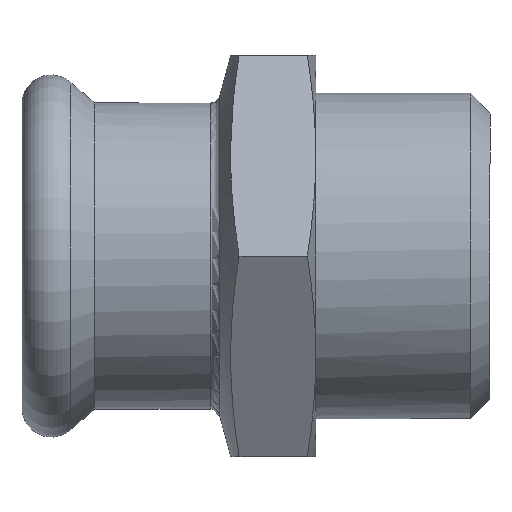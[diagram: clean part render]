
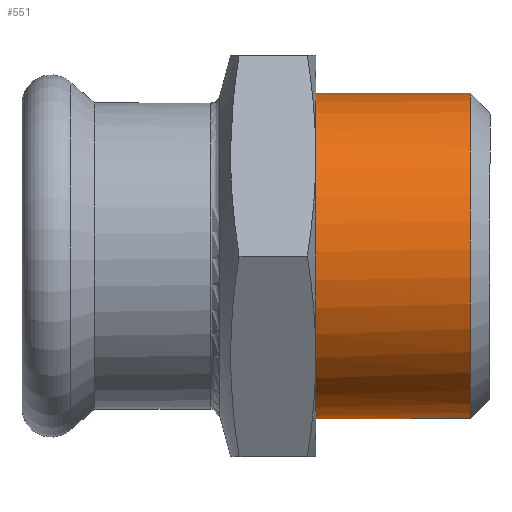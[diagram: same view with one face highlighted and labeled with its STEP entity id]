
A CAD part, front view. The second image highlights one B-rep face of the part: STEP entity #551.
In plain terms, the highlighted cylindrical face has radius 16.625 mm (diameter 33.249 mm), a full revolution.
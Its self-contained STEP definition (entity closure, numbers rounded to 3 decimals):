
#19=CYLINDRICAL_SURFACE('',#618,16.625);
#57=FACE_OUTER_BOUND('',#91,.T.);
#91=EDGE_LOOP('',(#406,#407,#408,#409,#410));
#124=CIRCLE('',#609,16.625);
#126=CIRCLE('',#619,16.625);
#127=CIRCLE('',#620,16.625);
#179=LINE('',#1070,#198);
#198=VECTOR('',#730,16.625);
#229=VERTEX_POINT('',#957);
#236=VERTEX_POINT('',#1066);
#237=VERTEX_POINT('',#1067);
#284=EDGE_CURVE('',#229,#229,#124,.T.);
#298=EDGE_CURVE('',#236,#237,#126,.T.);
#299=EDGE_CURVE('',#237,#236,#127,.T.);
#300=EDGE_CURVE('',#237,#229,#179,.T.);
#406=ORIENTED_EDGE('',*,*,#298,.F.);
#407=ORIENTED_EDGE('',*,*,#299,.F.);
#408=ORIENTED_EDGE('',*,*,#300,.T.);
#409=ORIENTED_EDGE('',*,*,#284,.T.);
#410=ORIENTED_EDGE('',*,*,#300,.F.);
#551=ADVANCED_FACE('',(#57),#19,.T.);
#609=AXIS2_PLACEMENT_3D('',#958,#704,#705);
#618=AXIS2_PLACEMENT_3D('',#1065,#724,#725);
#619=AXIS2_PLACEMENT_3D('',#1068,#726,#727);
#620=AXIS2_PLACEMENT_3D('',#1069,#728,#729);
#704=DIRECTION('center_axis',(1.,0.,0.));
#705=DIRECTION('ref_axis',(0.,-1.,0.));
#724=DIRECTION('center_axis',(1.,0.,0.));
#725=DIRECTION('ref_axis',(0.,-0.878,-0.479));
#726=DIRECTION('center_axis',(1.,0.,0.));
#727=DIRECTION('ref_axis',(0.,-1.,0.));
#728=DIRECTION('center_axis',(1.,0.,0.));
#729=DIRECTION('ref_axis',(0.,-1.,0.));
#730=DIRECTION('',(-1.,0.,0.));
#957=CARTESIAN_POINT('',(30.,14.589,7.97));
#958=CARTESIAN_POINT('Origin',(30.,0.,0.));
#1065=CARTESIAN_POINT('Origin',(33.9,0.,0.));
#1066=CARTESIAN_POINT('',(45.8,-16.479,-2.193));
#1067=CARTESIAN_POINT('',(45.8,14.589,7.97));
#1068=CARTESIAN_POINT('Origin',(45.8,0.,0.));
#1069=CARTESIAN_POINT('Origin',(45.8,0.,0.));
#1070=CARTESIAN_POINT('',(33.9,14.589,7.97));
